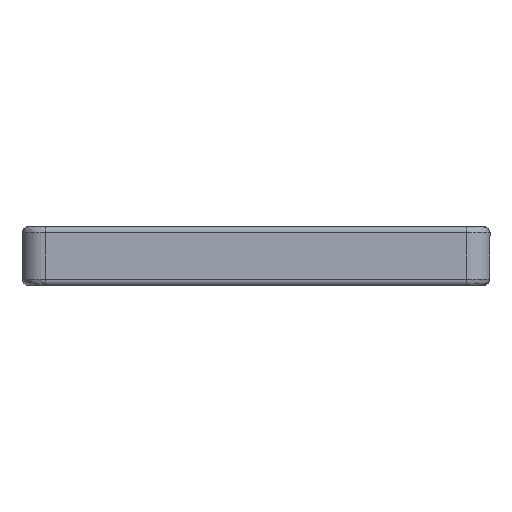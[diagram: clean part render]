
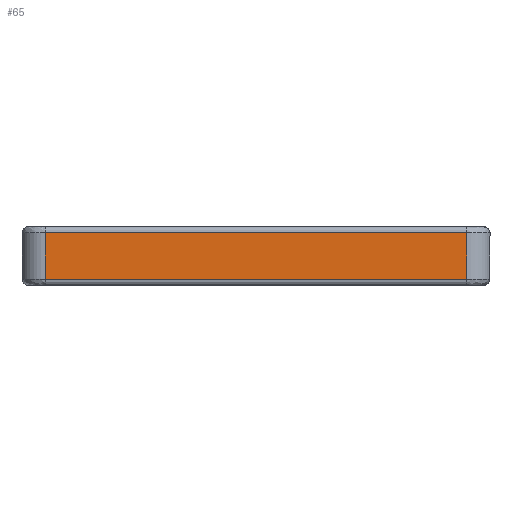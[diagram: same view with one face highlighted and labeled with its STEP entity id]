
A CAD part, left-side view. The second image highlights one B-rep face of the part: STEP entity #65.
In plain terms, the highlighted planar face has unit normal (-1, 0, 0).
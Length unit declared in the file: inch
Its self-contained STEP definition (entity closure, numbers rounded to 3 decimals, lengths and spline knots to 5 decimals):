
#65 = ADVANCED_FACE ( 'NONE', ( #1911 ), #454, .T. ) ;
#99 = VECTOR ( 'NONE', #1833, 39.37008 ) ;
#104 = EDGE_CURVE ( 'NONE', #1941, #385, #568, .T. ) ;
#261 = EDGE_LOOP ( 'NONE', ( #284, #1353, #572, #1661 ) ) ;
#284 = ORIENTED_EDGE ( 'NONE', *, *, #1265, .T. ) ;
#310 = DIRECTION ( 'NONE',  ( 0., -1., 0. ) ) ;
#313 = DIRECTION ( 'NONE',  ( 0., 0., 1. ) ) ;
#318 = CARTESIAN_POINT ( 'NONE',  ( -11.63386, 0.70866, -0.07874 ) ) ;
#385 = VERTEX_POINT ( 'NONE', #689 ) ;
#388 = CARTESIAN_POINT ( 'NONE',  ( -11.63386, 0.70866, 0. ) ) ;
#454 = PLANE ( 'NONE',  #1796 ) ;
#510 = VECTOR ( 'NONE', #310, 39.37008 ) ;
#568 = LINE ( 'NONE', #1100, #99 ) ;
#572 = ORIENTED_EDGE ( 'NONE', *, *, #1025, .F. ) ;
#689 = CARTESIAN_POINT ( 'NONE',  ( -11.63386, -0.70866, -0.07874 ) ) ;
#753 = EDGE_CURVE ( 'NONE', #1876, #2217, #1198, .T. ) ;
#773 = VECTOR ( 'NONE', #1887, 39.37008 ) ;
#864 = VECTOR ( 'NONE', #1055, 39.37008 ) ;
#1025 = EDGE_CURVE ( 'NONE', #1876, #1941, #1825, .T. ) ;
#1055 = DIRECTION ( 'NONE',  ( 0., -1., 0. ) ) ;
#1100 = CARTESIAN_POINT ( 'NONE',  ( -11.63386, -0.70866, 0. ) ) ;
#1148 = CARTESIAN_POINT ( 'NONE',  ( -11.63386, -0.70866, 0.07874 ) ) ;
#1198 = LINE ( 'NONE', #388, #773 ) ;
#1265 = EDGE_CURVE ( 'NONE', #2217, #385, #1367, .T. ) ;
#1353 = ORIENTED_EDGE ( 'NONE', *, *, #104, .F. ) ;
#1367 = LINE ( 'NONE', #2365, #864 ) ;
#1661 = ORIENTED_EDGE ( 'NONE', *, *, #753, .T. ) ;
#1672 = CARTESIAN_POINT ( 'NONE',  ( -11.63386, -0.7874, 0. ) ) ;
#1796 = AXIS2_PLACEMENT_3D ( 'NONE', #1672, #2419, #313 ) ;
#1825 = LINE ( 'NONE', #2010, #510 ) ;
#1833 = DIRECTION ( 'NONE',  ( 0., 0., -1. ) ) ;
#1876 = VERTEX_POINT ( 'NONE', #2400 ) ;
#1887 = DIRECTION ( 'NONE',  ( 0., 0., -1. ) ) ;
#1911 = FACE_OUTER_BOUND ( 'NONE', #261, .T. ) ;
#1941 = VERTEX_POINT ( 'NONE', #1148 ) ;
#2010 = CARTESIAN_POINT ( 'NONE',  ( -11.63386, -0.3937, 0.07874 ) ) ;
#2217 = VERTEX_POINT ( 'NONE', #318 ) ;
#2365 = CARTESIAN_POINT ( 'NONE',  ( -11.63386, -0.7874, -0.07874 ) ) ;
#2400 = CARTESIAN_POINT ( 'NONE',  ( -11.63386, 0.70866, 0.07874 ) ) ;
#2419 = DIRECTION ( 'NONE',  ( -1., 0., 0. ) ) ;
